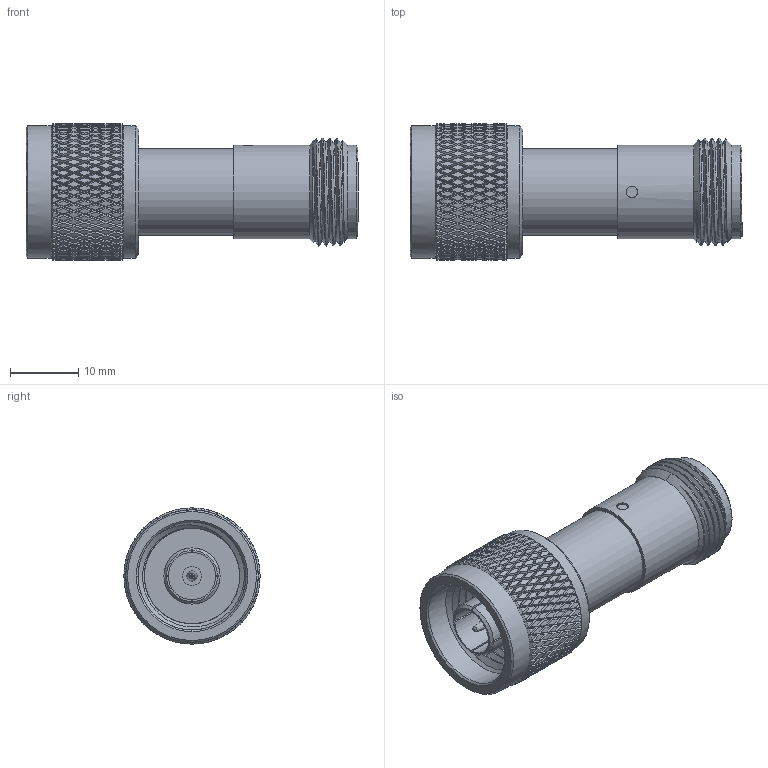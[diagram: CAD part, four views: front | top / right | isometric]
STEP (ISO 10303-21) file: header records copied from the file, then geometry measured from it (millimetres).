
FILE_DESCRIPTION (( 'STEP AP203' ), '1' );
FILE_NAME ('SD3466_3D.step', '2023-03-27T21:14:42', ( '' ), ( '' ), 'SwSTEP 2.0', 'SolidWorks 2022', '' );
FILE_SCHEMA (( 'CONFIG_CONTROL_DESIGN' ));
Products named in the file (1): SD3466_3D
Bounding box: 48.8 x 20 x 20 mm (x, y, z)
Volume: 7472.4 mm3; surface area: 4940 mm2
Topology: 1 solids, 1 shells, 2516 faces, 5135 edges, 2633 vertices
Faces by surface type: bspline 1767, cylinder 468, cone 239, plane 42
Full cylindrical faces by diameter (mm): 1.524 x2, 1.687 x1, 2.54 x1, 2.794 x1, 6.985 x2, 8.255 x1, 12.7 x1, 13.716 x2, 15.875 x5, 19.461 x2
Entity records: 91701 total; most frequent: CARTESIAN_POINT 59038, ORIENTED_EDGE 10178, EDGE_CURVE 5089, VERTEX_POINT 2615, EDGE_LOOP 2546, FACE_OUTER_BOUND 2526, ADVANCED_FACE 2511, DIRECTION 2454
